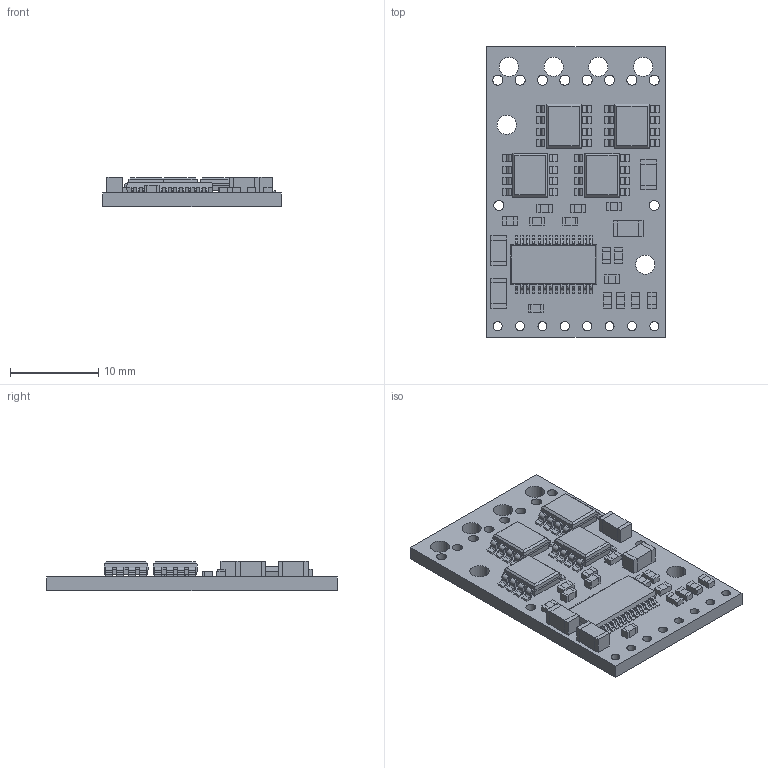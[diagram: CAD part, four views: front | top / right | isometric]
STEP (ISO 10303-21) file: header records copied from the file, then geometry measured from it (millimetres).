
FILE_DESCRIPTION (( 'STEP AP214' ), '1' );
FILE_NAME ('md07a.STEP', '2021-12-16T20:50:30', ( '' ), ( '' ), 'SwSTEP 2.0', 'SolidWorks 2021', '' );
FILE_SCHEMA (( 'AUTOMOTIVE_DESIGN' ));
Length unit declared in the file: inch
Products named in the file (1): md07a
Bounding box: 20.32 x 33.02 x 3.37 mm (x, y, z)
Volume: 1234.6 mm3; surface area: 2152.5 mm2
Topology: 1 solids, 1 shells, 1499 faces, 4262 edges, 2772 vertices
Faces by surface type: plane 1038, cylinder 288, bspline 173
Entity records: 62273 total; most frequent: CARTESIAN_POINT 16273, ORIENTED_EDGE 8524, DIRECTION 7104, EDGE_CURVE 4262, VECTOR 3298, LINE 3298, VERTEX_POINT 2772, AXIS2_PLACEMENT_3D 1903
